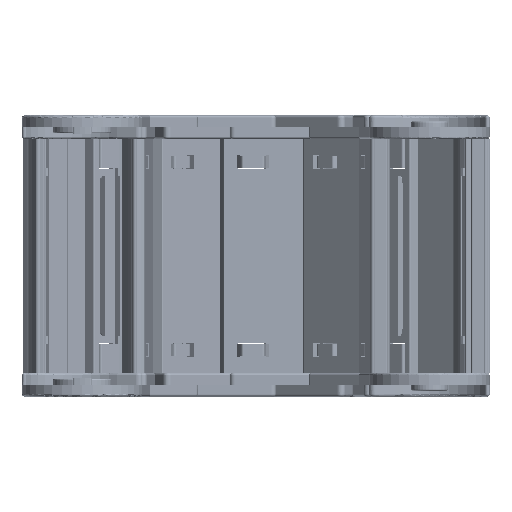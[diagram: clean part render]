
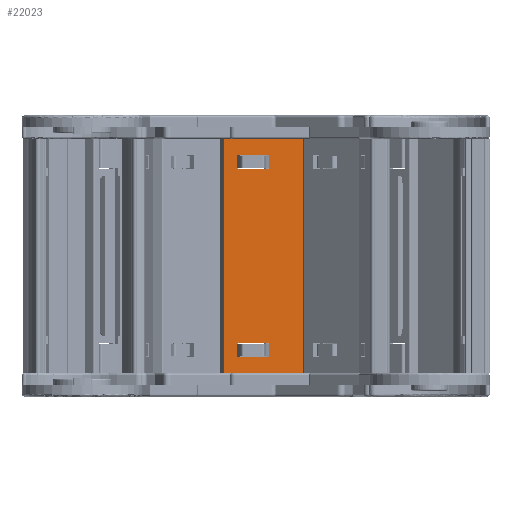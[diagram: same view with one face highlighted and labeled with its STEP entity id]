
A CAD part, left-side view. The second image highlights one B-rep face of the part: STEP entity #22023.
In plain terms, the highlighted face is planar.
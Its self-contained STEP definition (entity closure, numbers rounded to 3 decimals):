
#409 = DIRECTION ( 'NONE',  ( 0., 0., 1. ) ) ;
#639 = CARTESIAN_POINT ( 'NONE',  ( -40.943, 70.155, -25.416 ) ) ;
#891 = VECTOR ( 'NONE', #409, 1000. ) ;
#2283 = EDGE_CURVE ( 'NONE', #26454, #29749, #11548, .T. ) ;
#2530 = LINE ( 'NONE', #25414, #24395 ) ;
#2664 = FACE_BOUND ( 'NONE', #38433, .T. ) ;
#2698 = VECTOR ( 'NONE', #30483, 1000. ) ;
#3194 = EDGE_LOOP ( 'NONE', ( #35838, #32778, #5951, #10638 ) ) ;
#3198 = VECTOR ( 'NONE', #14623, 1000. ) ;
#3717 = CARTESIAN_POINT ( 'NONE',  ( -63.423, 70.155, -163.786 ) ) ;
#5544 = VERTEX_POINT ( 'NONE', #23615 ) ;
#5951 = ORIENTED_EDGE ( 'NONE', *, *, #35266, .F. ) ;
#6126 = VECTOR ( 'NONE', #30263, 1000. ) ;
#6927 = CARTESIAN_POINT ( 'NONE',  ( -40.943, 70.155, -19.116 ) ) ;
#7062 = CARTESIAN_POINT ( 'NONE',  ( -63.423, 70.155, 68.934 ) ) ;
#7836 = CARTESIAN_POINT ( 'NONE',  ( -26.943, 70.155, 55.884 ) ) ;
#7961 = VERTEX_POINT ( 'NONE', #14842 ) ;
#8112 = EDGE_CURVE ( 'NONE', #23976, #20026, #18368, .T. ) ;
#8491 = VECTOR ( 'NONE', #20889, 1000. ) ;
#8763 = VERTEX_POINT ( 'NONE', #12895 ) ;
#8952 = CARTESIAN_POINT ( 'NONE',  ( -26.943, 70.155, 55.884 ) ) ;
#9302 = CARTESIAN_POINT ( 'NONE',  ( -21.723, 70.155, 68.934 ) ) ;
#9634 = EDGE_CURVE ( 'NONE', #14487, #16555, #33695, .T. ) ;
#10002 = DIRECTION ( 'NONE',  ( 0., 0., -1. ) ) ;
#10331 = VECTOR ( 'NONE', #10002, 1000. ) ;
#10396 = PLANE ( 'NONE',  #16118 ) ;
#10605 = CARTESIAN_POINT ( 'NONE',  ( -26.943, 70.155, -19.116 ) ) ;
#10638 = ORIENTED_EDGE ( 'NONE', *, *, #21369, .F. ) ;
#10992 = CARTESIAN_POINT ( 'NONE',  ( -40.943, 70.155, -19.116 ) ) ;
#11054 = LINE ( 'NONE', #23159, #33405 ) ;
#11334 = CARTESIAN_POINT ( 'NONE',  ( -63.423, 70.155, -32.166 ) ) ;
#11548 = LINE ( 'NONE', #7836, #8491 ) ;
#11837 = EDGE_CURVE ( 'NONE', #5544, #30838, #2530, .T. ) ;
#12895 = CARTESIAN_POINT ( 'NONE',  ( -26.943, 70.155, -19.116 ) ) ;
#13768 = VECTOR ( 'NONE', #15354, 1000. ) ;
#13912 = EDGE_CURVE ( 'NONE', #7961, #8763, #28336, .T. ) ;
#13919 = EDGE_CURVE ( 'NONE', #20026, #26454, #11054, .T. ) ;
#14237 = DIRECTION ( 'NONE',  ( 0., 0., 1. ) ) ;
#14345 = ORIENTED_EDGE ( 'NONE', *, *, #8112, .F. ) ;
#14487 = VERTEX_POINT ( 'NONE', #6927 ) ;
#14623 = DIRECTION ( 'NONE',  ( -1., 0., 0. ) ) ;
#14842 = CARTESIAN_POINT ( 'NONE',  ( -26.943, 70.155, -25.416 ) ) ;
#15224 = LINE ( 'NONE', #639, #34501 ) ;
#15354 = DIRECTION ( 'NONE',  ( -1., 0., 0. ) ) ;
#15458 = VERTEX_POINT ( 'NONE', #26310 ) ;
#16118 = AXIS2_PLACEMENT_3D ( 'NONE', #3717, #32952, #26166 ) ;
#16555 = VERTEX_POINT ( 'NONE', #33002 ) ;
#18368 = LINE ( 'NONE', #41214, #25976 ) ;
#19800 = CARTESIAN_POINT ( 'NONE',  ( -40.943, 70.155, 62.184 ) ) ;
#20026 = VERTEX_POINT ( 'NONE', #19800 ) ;
#20864 = ORIENTED_EDGE ( 'NONE', *, *, #36887, .F. ) ;
#20889 = DIRECTION ( 'NONE',  ( 1., 0., 0. ) ) ;
#21369 = EDGE_CURVE ( 'NONE', #5544, #15458, #28107, .T. ) ;
#22023 = ADVANCED_FACE ( 'NONE', ( #36189, #2664, #32116 ), #10396, .F. ) ;
#22086 = VECTOR ( 'NONE', #14237, 1000. ) ;
#22125 = CARTESIAN_POINT ( 'NONE',  ( -40.943, 70.155, 55.884 ) ) ;
#22404 = LINE ( 'NONE', #30834, #13768 ) ;
#22518 = ORIENTED_EDGE ( 'NONE', *, *, #13912, .F. ) ;
#23159 = CARTESIAN_POINT ( 'NONE',  ( -40.943, 70.155, 55.884 ) ) ;
#23615 = CARTESIAN_POINT ( 'NONE',  ( -21.723, 70.155, -32.166 ) ) ;
#23976 = VERTEX_POINT ( 'NONE', #37644 ) ;
#24182 = ORIENTED_EDGE ( 'NONE', *, *, #26920, .F. ) ;
#24196 = EDGE_CURVE ( 'NONE', #30838, #38222, #22404, .T. ) ;
#24395 = VECTOR ( 'NONE', #31795, 1000. ) ;
#25414 = CARTESIAN_POINT ( 'NONE',  ( -21.723, 70.155, -163.786 ) ) ;
#25976 = VECTOR ( 'NONE', #31279, 1000. ) ;
#26166 = DIRECTION ( 'NONE',  ( 0., 0., 1. ) ) ;
#26310 = CARTESIAN_POINT ( 'NONE',  ( -63.423, 70.155, -32.166 ) ) ;
#26454 = VERTEX_POINT ( 'NONE', #22125 ) ;
#26920 = EDGE_CURVE ( 'NONE', #8763, #14487, #32692, .T. ) ;
#28107 = LINE ( 'NONE', #11334, #3198 ) ;
#28336 = LINE ( 'NONE', #33790, #891 ) ;
#28602 = EDGE_LOOP ( 'NONE', ( #20864, #37426, #39111, #14345 ) ) ;
#29689 = DIRECTION ( 'NONE',  ( 0., 0., -1. ) ) ;
#29749 = VERTEX_POINT ( 'NONE', #8952 ) ;
#30263 = DIRECTION ( 'NONE',  ( 0., 0., 1. ) ) ;
#30483 = DIRECTION ( 'NONE',  ( -1., 0., 0. ) ) ;
#30834 = CARTESIAN_POINT ( 'NONE',  ( -63.423, 70.155, 68.934 ) ) ;
#30838 = VERTEX_POINT ( 'NONE', #9302 ) ;
#31008 = ORIENTED_EDGE ( 'NONE', *, *, #38543, .F. ) ;
#31279 = DIRECTION ( 'NONE',  ( -1., 0., 0. ) ) ;
#31795 = DIRECTION ( 'NONE',  ( 0., 0., 1. ) ) ;
#32116 = FACE_BOUND ( 'NONE', #28602, .T. ) ;
#32692 = LINE ( 'NONE', #10605, #2698 ) ;
#32778 = ORIENTED_EDGE ( 'NONE', *, *, #24196, .T. ) ;
#32952 = DIRECTION ( 'NONE',  ( 0., 1., 0. ) ) ;
#33002 = CARTESIAN_POINT ( 'NONE',  ( -40.943, 70.155, -25.416 ) ) ;
#33405 = VECTOR ( 'NONE', #29689, 1000. ) ;
#33660 = CARTESIAN_POINT ( 'NONE',  ( -26.943, 70.155, 62.184 ) ) ;
#33695 = LINE ( 'NONE', #10992, #10331 ) ;
#33790 = CARTESIAN_POINT ( 'NONE',  ( -26.943, 70.155, -25.416 ) ) ;
#34501 = VECTOR ( 'NONE', #36146, 1000. ) ;
#34772 = ORIENTED_EDGE ( 'NONE', *, *, #9634, .F. ) ;
#35266 = EDGE_CURVE ( 'NONE', #15458, #38222, #40671, .T. ) ;
#35838 = ORIENTED_EDGE ( 'NONE', *, *, #11837, .T. ) ;
#36146 = DIRECTION ( 'NONE',  ( 1., 0., 0. ) ) ;
#36189 = FACE_OUTER_BOUND ( 'NONE', #3194, .T. ) ;
#36282 = LINE ( 'NONE', #33660, #22086 ) ;
#36633 = CARTESIAN_POINT ( 'NONE',  ( -63.423, 70.155, -163.786 ) ) ;
#36887 = EDGE_CURVE ( 'NONE', #29749, #23976, #36282, .T. ) ;
#37426 = ORIENTED_EDGE ( 'NONE', *, *, #2283, .F. ) ;
#37644 = CARTESIAN_POINT ( 'NONE',  ( -26.943, 70.155, 62.184 ) ) ;
#38222 = VERTEX_POINT ( 'NONE', #7062 ) ;
#38433 = EDGE_LOOP ( 'NONE', ( #24182, #22518, #31008, #34772 ) ) ;
#38543 = EDGE_CURVE ( 'NONE', #16555, #7961, #15224, .T. ) ;
#39111 = ORIENTED_EDGE ( 'NONE', *, *, #13919, .F. ) ;
#40671 = LINE ( 'NONE', #36633, #6126 ) ;
#41214 = CARTESIAN_POINT ( 'NONE',  ( -40.943, 70.155, 62.184 ) ) ;
